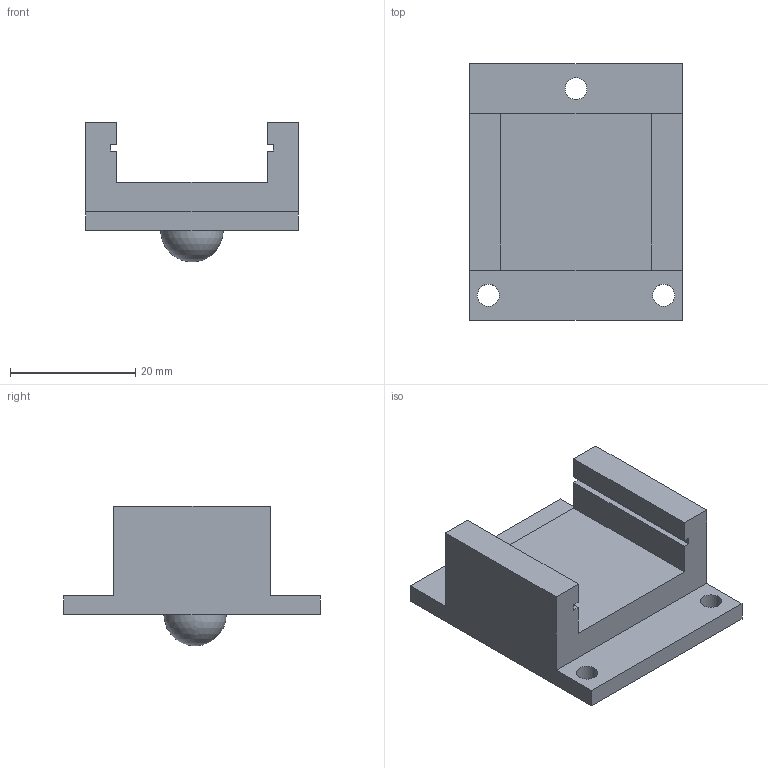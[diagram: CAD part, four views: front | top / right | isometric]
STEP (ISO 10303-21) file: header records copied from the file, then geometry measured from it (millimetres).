
FILE_DESCRIPTION(/* description */ (''),/* implementation_level */ '2;1');
FILE_NAME(/* name */ 'Kamerahalter v1.step',/* time_stamp */ '2021-11-18T12:02:50+01:00',/* author */ (''),/* organization */ (''),/* preprocessor_version */ 'ST-DEVELOPER v18.1',/* originating_system */ 'Autodesk Translation Framework v10.10.0.1391',/* authorisation */ '');
FILE_SCHEMA (('AUTOMOTIVE_DESIGN { 1 0 10303 214 3 1 1 }'));
Length unit declared in the file: millimetre
Products named in the file (1): Kamerahalter
Bounding box: 33.99 x 41 x 22.34 mm (x, y, z)
Volume: 10716.1 mm3; surface area: 5164.6 mm2
Topology: 1 solids, 1 shells, 26 faces, 72 edges, 48 vertices
Faces by surface type: plane 22, cylinder 3, sphere 1
Full cylindrical faces by diameter (mm): 3.5 x3
Entity records: 864 total; most frequent: CARTESIAN_POINT 146, ORIENTED_EDGE 142, DIRECTION 133, EDGE_CURVE 71, LINE 63, VECTOR 63, VERTEX_POINT 48, AXIS2_PLACEMENT_3D 35
